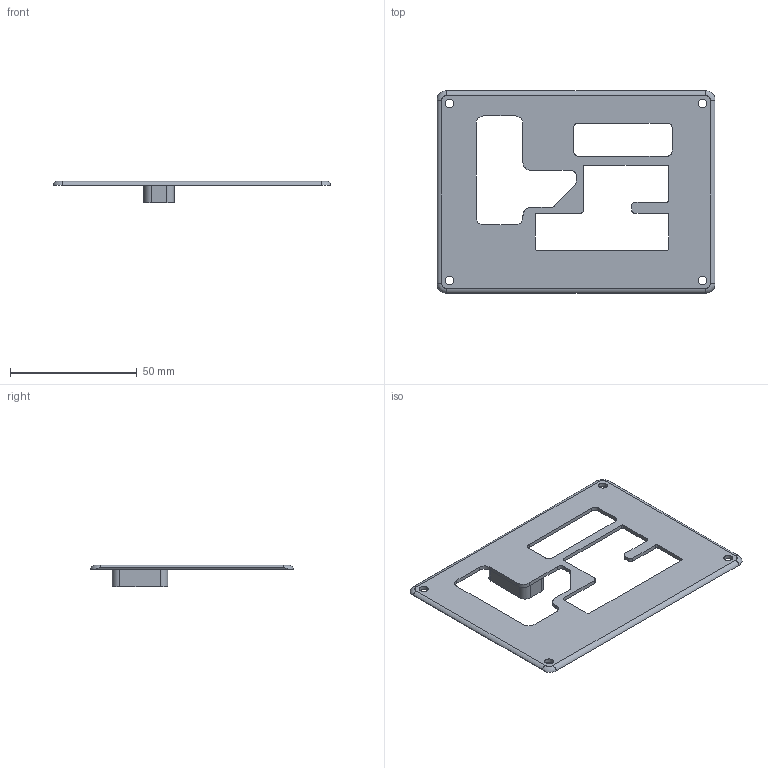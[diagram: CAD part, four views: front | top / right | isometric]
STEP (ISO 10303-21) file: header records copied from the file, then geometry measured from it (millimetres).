
FILE_DESCRIPTION(/* description */ (''),/* implementation_level */ '2;1');
FILE_NAME(/* name */ 'Hackpad_Top.step',/* time_stamp */ '2025-12-17T18:14:20+01:00',/* author */ (''),/* organization */ (''),/* preprocessor_version */ 'ST-DEVELOPER v20.1',/* originating_system */ 'Autodesk Translation Framework v14.21.0.0',/* authorisation */ '');
FILE_SCHEMA (('AUTOMOTIVE_DESIGN { 1 0 10303 214 3 1 1 }'));
Length unit declared in the file: millimetre
Products named in the file (1): Hackpad_Top
Bounding box: 109.63 x 80 x 8.5 mm (x, y, z)
Volume: 8835.1 mm3; surface area: 13617.1 mm2
Topology: 1 solids, 1 shells, 97 faces, 267 edges, 174 vertices
Faces by surface type: plane 50, cylinder 35, cone 4, torus 4, bspline 4
Full cylindrical faces by diameter (mm): 3.4 x4
Entity records: 3312 total; most frequent: CARTESIAN_POINT 755, ORIENTED_EDGE 534, DIRECTION 517, EDGE_CURVE 267, AXIS2_PLACEMENT_3D 176, VERTEX_POINT 174, LINE 165, VECTOR 165
